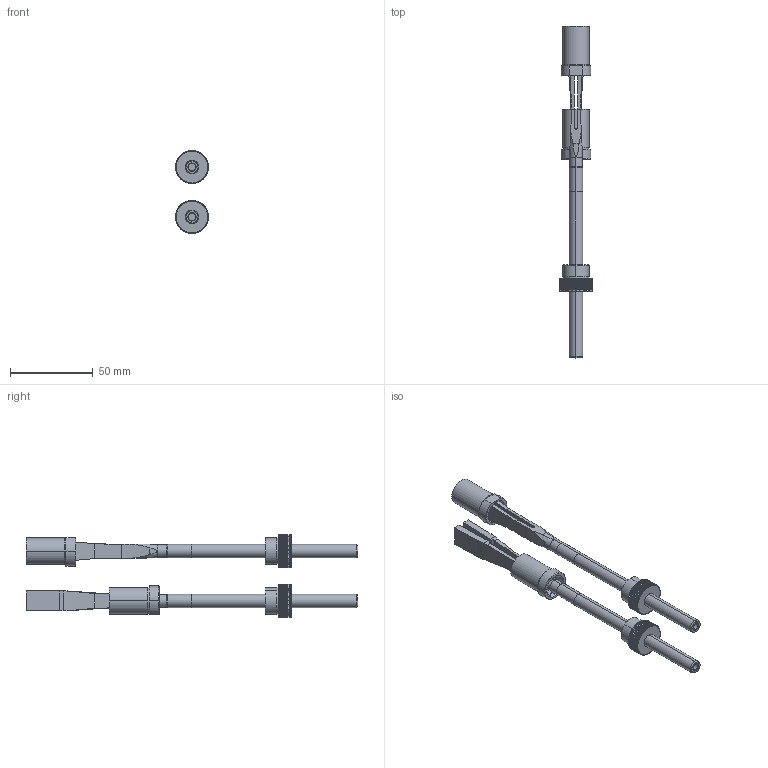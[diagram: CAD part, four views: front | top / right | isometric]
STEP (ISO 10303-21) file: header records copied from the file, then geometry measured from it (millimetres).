
FILE_DESCRIPTION (( 'STEP AP214' ), '1' );
FILE_NAME ('ed128200.STEP', '2017-04-05T15:25:25', ( '' ), ( '' ), 'SwSTEP 2.0', 'SolidWorks 2017', '' );
FILE_SCHEMA (( 'AUTOMOTIVE_DESIGN' ));
Length unit declared in the file: millimetre
Products named in the file (11): ED128200_1; 9TP081618; 9EP080100; 8ED128100 Tancada; ED128200 Tancada; 3JT7.5x1.5x10.5; ed128200; 9ED128200; 9CP120830; 8ED128100; 8TP081620
Assembly tree (13 placements, depth 4):
  ed128200
    ED128200 Tancada
      8ED128100 Tancada
      9EP080100
      9TP081618
        8TP081620
        3JT7.5x1.5x10.5
      9CP120830
    ED128200_1
      9CP120830
      9TP081618
        8TP081620
        3JT7.5x1.5x10.5
      9ED128200
        8ED128100
        9EP080100
Bounding box: 19.8 x 200 x 49.8 mm (x, y, z)
Volume: 31757.2 mm3; surface area: 28009.5 mm2
Topology: 10 solids, 10 shells, 1010 faces, 2870 edges, 1894 vertices
Faces by surface type: plane 378, cone 352, cylinder 268, bspline 12
Entity records: 25905 total; most frequent: CARTESIAN_POINT 5047, ORIENTED_EDGE 3184, DIRECTION 2824, EDGE_CURVE 1592, AXIS2_PLACEMENT_3D 1049, VERTEX_POINT 1048, VECTOR 726, LINE 726
